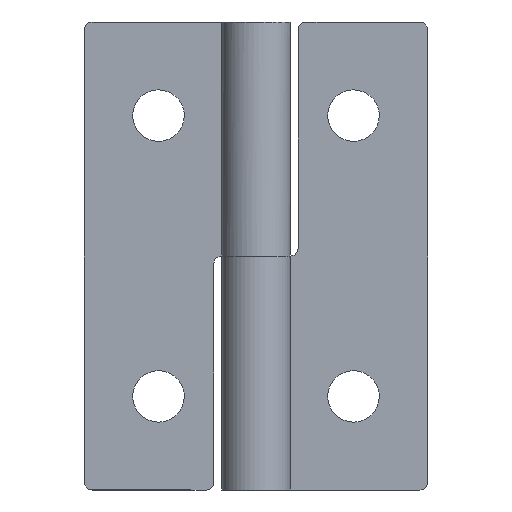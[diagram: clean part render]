
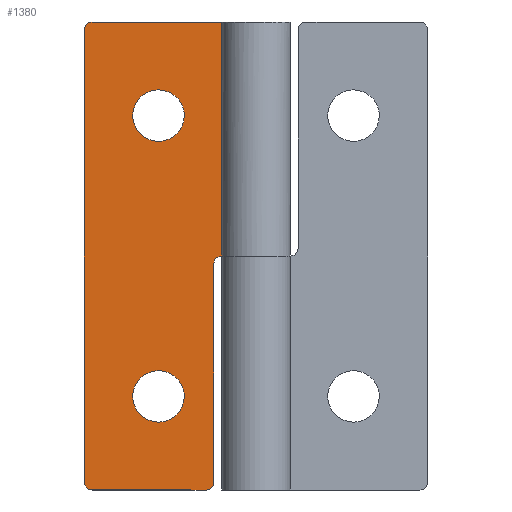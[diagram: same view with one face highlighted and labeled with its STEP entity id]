
A CAD part, front view. The second image highlights one B-rep face of the part: STEP entity #1380.
In plain terms, the highlighted free-form (B-spline) face has degree [1, 1] with [2, 2] control points.
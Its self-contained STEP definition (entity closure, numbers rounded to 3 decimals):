
#459=CARTESIAN_POINT('',(-4.612,1.,24.195));
#460=VERTEX_POINT('',#459);
#461=CARTESIAN_POINT('',(-6.25,1.0,22.35));
#462=VERTEX_POINT('',#461);
#463=CARTESIAN_POINT('',(-4.612,1.,24.195));
#464=CARTESIAN_POINT('',(-4.6,1.0,24.098));
#465=CARTESIAN_POINT('',(-4.6,1.0,24.0));
#466=CARTESIAN_POINT('',(-4.6,1.0,22.35));
#467=CARTESIAN_POINT('',(-6.25,1.0,22.35));
#475=(BOUNDED_CURVE()B_SPLINE_CURVE(2,(#463,#464,#465,#466,#467),.UNSPECIFIED.,.F.,.U.)B_SPLINE_CURVE_WITH_KNOTS((3,2,3),(0.23,0.25,0.5),.UNSPECIFIED.)CURVE()GEOMETRIC_REPRESENTATION_ITEM()RATIONAL_B_SPLINE_CURVE((0.956,0.976,1.0,0.707,1.0))REPRESENTATION_ITEM(''));
#476=EDGE_CURVE('',#460,#462,#475,.T.);
#517=CARTESIAN_POINT('',(-7.897,1.0,23.899));
#518=VERTEX_POINT('',#517);
#524=CARTESIAN_POINT('',(-6.25,1.0,22.35));
#525=CARTESIAN_POINT('',(-7.802,1.0,22.35));
#526=CARTESIAN_POINT('',(-7.897,1.0,23.899));
#534=(BOUNDED_CURVE()B_SPLINE_CURVE(2,(#524,#525,#526),.UNSPECIFIED.,.F.,.U.)B_SPLINE_CURVE_WITH_KNOTS((3,3),(0.5,0.739),.UNSPECIFIED.)CURVE()GEOMETRIC_REPRESENTATION_ITEM()RATIONAL_B_SPLINE_CURVE((1.0,0.72,0.976))REPRESENTATION_ITEM(''));
#535=EDGE_CURVE('',#462,#518,#534,.T.);
#562=CARTESIAN_POINT('',(-6.25,1.0,25.65));
#563=VERTEX_POINT('',#562);
#564=CARTESIAN_POINT('',(-6.25,1.0,25.65));
#565=CARTESIAN_POINT('',(-4.785,1.0,25.65));
#566=CARTESIAN_POINT('',(-4.612,1.,24.195));
#574=(BOUNDED_CURVE()B_SPLINE_CURVE(2,(#564,#565,#566),.UNSPECIFIED.,.F.,.U.)B_SPLINE_CURVE_WITH_KNOTS((3,3),(0.0,0.23),.UNSPECIFIED.)CURVE()GEOMETRIC_REPRESENTATION_ITEM()RATIONAL_B_SPLINE_CURVE((1.0,0.731,0.956))REPRESENTATION_ITEM(''));
#575=EDGE_CURVE('',#563,#460,#574,.T.);
#577=CARTESIAN_POINT('',(-7.897,1.0,23.899));
#578=CARTESIAN_POINT('',(-7.9,1.0,23.95));
#579=CARTESIAN_POINT('',(-7.9,1.0,24.0));
#580=CARTESIAN_POINT('',(-7.9,1.0,25.65));
#581=CARTESIAN_POINT('',(-6.25,1.0,25.65));
#589=(BOUNDED_CURVE()B_SPLINE_CURVE(2,(#577,#578,#579,#580,#581),.UNSPECIFIED.,.F.,.U.)B_SPLINE_CURVE_WITH_KNOTS((3,2,3),(0.739,0.75,1.0),.UNSPECIFIED.)CURVE()GEOMETRIC_REPRESENTATION_ITEM()RATIONAL_B_SPLINE_CURVE((0.976,0.988,1.0,0.707,1.0))REPRESENTATION_ITEM(''));
#590=EDGE_CURVE('',#518,#563,#589,.T.);
#649=CARTESIAN_POINT('',(-4.612,1.,6.195));
#650=VERTEX_POINT('',#649);
#651=CARTESIAN_POINT('',(-6.25,1.0,4.35));
#652=VERTEX_POINT('',#651);
#653=CARTESIAN_POINT('',(-4.612,1.,6.195));
#654=CARTESIAN_POINT('',(-4.6,1.0,6.098));
#655=CARTESIAN_POINT('',(-4.6,1.0,6.0));
#656=CARTESIAN_POINT('',(-4.6,1.0,4.35));
#657=CARTESIAN_POINT('',(-6.25,1.0,4.35));
#665=(BOUNDED_CURVE()B_SPLINE_CURVE(2,(#653,#654,#655,#656,#657),.UNSPECIFIED.,.F.,.U.)B_SPLINE_CURVE_WITH_KNOTS((3,2,3),(0.23,0.25,0.5),.UNSPECIFIED.)CURVE()GEOMETRIC_REPRESENTATION_ITEM()RATIONAL_B_SPLINE_CURVE((0.956,0.976,1.0,0.707,1.0))REPRESENTATION_ITEM(''));
#666=EDGE_CURVE('',#650,#652,#665,.T.);
#707=CARTESIAN_POINT('',(-7.897,1.0,5.899));
#708=VERTEX_POINT('',#707);
#714=CARTESIAN_POINT('',(-6.25,1.0,4.35));
#715=CARTESIAN_POINT('',(-7.802,1.0,4.35));
#716=CARTESIAN_POINT('',(-7.897,1.0,5.899));
#724=(BOUNDED_CURVE()B_SPLINE_CURVE(2,(#714,#715,#716),.UNSPECIFIED.,.F.,.U.)B_SPLINE_CURVE_WITH_KNOTS((3,3),(0.5,0.739),.UNSPECIFIED.)CURVE()GEOMETRIC_REPRESENTATION_ITEM()RATIONAL_B_SPLINE_CURVE((1.0,0.72,0.976))REPRESENTATION_ITEM(''));
#725=EDGE_CURVE('',#652,#708,#724,.T.);
#752=CARTESIAN_POINT('',(-6.25,1.0,7.65));
#753=VERTEX_POINT('',#752);
#754=CARTESIAN_POINT('',(-6.25,1.0,7.65));
#755=CARTESIAN_POINT('',(-4.785,1.0,7.65));
#756=CARTESIAN_POINT('',(-4.612,1.,6.195));
#764=(BOUNDED_CURVE()B_SPLINE_CURVE(2,(#754,#755,#756),.UNSPECIFIED.,.F.,.U.)B_SPLINE_CURVE_WITH_KNOTS((3,3),(0.0,0.23),.UNSPECIFIED.)CURVE()GEOMETRIC_REPRESENTATION_ITEM()RATIONAL_B_SPLINE_CURVE((1.0,0.731,0.956))REPRESENTATION_ITEM(''));
#765=EDGE_CURVE('',#753,#650,#764,.T.);
#767=CARTESIAN_POINT('',(-7.897,1.0,5.899));
#768=CARTESIAN_POINT('',(-7.9,1.0,5.95));
#769=CARTESIAN_POINT('',(-7.9,1.0,6.0));
#770=CARTESIAN_POINT('',(-7.9,1.0,7.65));
#771=CARTESIAN_POINT('',(-6.25,1.0,7.65));
#779=(BOUNDED_CURVE()B_SPLINE_CURVE(2,(#767,#768,#769,#770,#771),.UNSPECIFIED.,.F.,.U.)B_SPLINE_CURVE_WITH_KNOTS((3,2,3),(0.739,0.75,1.0),.UNSPECIFIED.)CURVE()GEOMETRIC_REPRESENTATION_ITEM()RATIONAL_B_SPLINE_CURVE((0.976,0.988,1.0,0.707,1.0))REPRESENTATION_ITEM(''));
#780=EDGE_CURVE('',#708,#753,#779,.T.);
#831=CARTESIAN_POINT('',(-2.2,1.0,15.0));
#832=VERTEX_POINT('',#831);
#833=CARTESIAN_POINT('',(-2.7,1.0,14.5));
#834=VERTEX_POINT('',#833);
#835=CARTESIAN_POINT('',(-2.2,1.0,15.0));
#836=CARTESIAN_POINT('',(-2.407,1.0,15.));
#837=CARTESIAN_POINT('',(-2.554,1.0,14.854));
#838=CARTESIAN_POINT('',(-2.7,1.0,14.707));
#839=CARTESIAN_POINT('',(-2.7,1.0,14.5));
#847=(BOUNDED_CURVE()B_SPLINE_CURVE(2,(#835,#836,#837,#838,#839),.UNSPECIFIED.,.F.,.U.)B_SPLINE_CURVE_WITH_KNOTS((3,2,3),(0.0,0.5,1.0),.UNSPECIFIED.)CURVE()GEOMETRIC_REPRESENTATION_ITEM()RATIONAL_B_SPLINE_CURVE((1.0,0.924,1.0,0.924,1.0))REPRESENTATION_ITEM(''));
#848=EDGE_CURVE('',#832,#834,#847,.T.);
#887=CARTESIAN_POINT('',(-2.7,1.0,0.5));
#888=VERTEX_POINT('',#887);
#889=CARTESIAN_POINT('',(-2.7,1.0,14.5));
#890=CARTESIAN_POINT('',(-2.7,1.0,0.5));
#891=QUASI_UNIFORM_CURVE('',1,(#889,#890),.UNSPECIFIED.,.F.,.U.);
#892=EDGE_CURVE('',#834,#888,#891,.T.);
#945=CARTESIAN_POINT('',(0.0,1.0,15.0));
#946=VERTEX_POINT('',#945);
#966=CARTESIAN_POINT('',(0.0,1.0,15.0));
#967=CARTESIAN_POINT('',(-2.2,1.0,15.0));
#968=QUASI_UNIFORM_CURVE('',1,(#966,#967),.UNSPECIFIED.,.F.,.U.);
#969=EDGE_CURVE('',#946,#832,#968,.T.);
#994=CARTESIAN_POINT('',(-10.5,1.0,30.0));
#995=VERTEX_POINT('',#994);
#996=CARTESIAN_POINT('',(-11.0,1.0,29.5));
#997=VERTEX_POINT('',#996);
#998=CARTESIAN_POINT('',(-10.5,1.0,30.0));
#999=CARTESIAN_POINT('',(-11.,1.0,30.));
#1000=CARTESIAN_POINT('',(-11.0,1.0,29.5));
#1008=(BOUNDED_CURVE()B_SPLINE_CURVE(2,(#998,#999,#1000),.UNSPECIFIED.,.F.,.U.)CURVE()GEOMETRIC_REPRESENTATION_ITEM()QUASI_UNIFORM_CURVE()RATIONAL_B_SPLINE_CURVE((1.0,0.707,1.0))REPRESENTATION_ITEM(''));
#1009=EDGE_CURVE('',#995,#997,#1008,.T.);
#1055=CARTESIAN_POINT('',(-11.0,1.0,0.5));
#1056=VERTEX_POINT('',#1055);
#1057=CARTESIAN_POINT('',(-10.5,1.0,0.));
#1058=VERTEX_POINT('',#1057);
#1059=CARTESIAN_POINT('',(-11.0,1.0,0.5));
#1060=CARTESIAN_POINT('',(-11.,1.0,0.));
#1061=CARTESIAN_POINT('',(-10.5,1.0,0.));
#1069=(BOUNDED_CURVE()B_SPLINE_CURVE(2,(#1059,#1060,#1061),.UNSPECIFIED.,.F.,.U.)CURVE()GEOMETRIC_REPRESENTATION_ITEM()QUASI_UNIFORM_CURVE()RATIONAL_B_SPLINE_CURVE((1.0,0.707,1.0))REPRESENTATION_ITEM(''));
#1070=EDGE_CURVE('',#1056,#1058,#1069,.T.);
#1116=CARTESIAN_POINT('',(-3.2,1.0,0.0));
#1117=VERTEX_POINT('',#1116);
#1118=CARTESIAN_POINT('',(-3.2,1.0,0.0));
#1119=CARTESIAN_POINT('',(-2.7,1.0,0.));
#1120=CARTESIAN_POINT('',(-2.7,1.0,0.5));
#1128=(BOUNDED_CURVE()B_SPLINE_CURVE(2,(#1118,#1119,#1120),.UNSPECIFIED.,.F.,.U.)CURVE()GEOMETRIC_REPRESENTATION_ITEM()QUASI_UNIFORM_CURVE()RATIONAL_B_SPLINE_CURVE((1.0,0.707,1.0))REPRESENTATION_ITEM(''));
#1129=EDGE_CURVE('',#1117,#888,#1128,.T.);
#1185=CARTESIAN_POINT('',(0.0,1.0,30.0));
#1186=VERTEX_POINT('',#1185);
#1206=CARTESIAN_POINT('',(0.0,1.0,15.0));
#1207=CARTESIAN_POINT('',(0.0,1.0,30.0));
#1208=QUASI_UNIFORM_CURVE('',1,(#1206,#1207),.UNSPECIFIED.,.F.,.U.);
#1209=EDGE_CURVE('',#946,#1186,#1208,.T.);
#1294=CARTESIAN_POINT('',(-10.5,1.0,0.));
#1295=CARTESIAN_POINT('',(-3.2,1.0,0.0));
#1296=QUASI_UNIFORM_CURVE('',1,(#1294,#1295),.UNSPECIFIED.,.F.,.U.);
#1297=EDGE_CURVE('',#1058,#1117,#1296,.T.);
#1321=CARTESIAN_POINT('',(-11.0,1.0,0.5));
#1322=CARTESIAN_POINT('',(-11.0,1.0,29.5));
#1323=QUASI_UNIFORM_CURVE('',1,(#1321,#1322),.UNSPECIFIED.,.F.,.U.);
#1324=EDGE_CURVE('',#1056,#997,#1323,.T.);
#1335=CARTESIAN_POINT('',(-10.5,1.0,30.0));
#1336=CARTESIAN_POINT('',(0.0,1.0,30.0));
#1337=QUASI_UNIFORM_CURVE('',1,(#1335,#1336),.UNSPECIFIED.,.F.,.U.);
#1338=EDGE_CURVE('',#995,#1186,#1337,.T.);
#1351=CARTESIAN_POINT('',(-11.549,1.0,31.498));
#1352=CARTESIAN_POINT('',(-11.549,1.0,-1.499));
#1353=CARTESIAN_POINT('',(0.549,1.0,31.498));
#1354=CARTESIAN_POINT('',(0.549,1.0,-1.499));
#1355=B_SPLINE_SURFACE_WITH_KNOTS('',1,1,((#1351,#1353),(#1352,#1354)),.UNSPECIFIED.,.F.,.F.,.U.,(2,2),(2,2),(0.0,32.997),(0.0,12.099),.UNSPECIFIED.);
#1356=ORIENTED_EDGE('',*,*,#969,.F.);
#1357=ORIENTED_EDGE('',*,*,#1209,.T.);
#1358=ORIENTED_EDGE('',*,*,#1338,.F.);
#1359=ORIENTED_EDGE('',*,*,#1009,.T.);
#1360=ORIENTED_EDGE('',*,*,#1324,.F.);
#1361=ORIENTED_EDGE('',*,*,#1070,.T.);
#1362=ORIENTED_EDGE('',*,*,#1297,.T.);
#1363=ORIENTED_EDGE('',*,*,#1129,.T.);
#1364=ORIENTED_EDGE('',*,*,#892,.F.);
#1365=ORIENTED_EDGE('',*,*,#848,.F.);
#1366=EDGE_LOOP('',(#1356,#1357,#1358,#1359,#1360,#1361,#1362,#1363,#1364,#1365));
#1367=FACE_OUTER_BOUND('',#1366,.T.);
#1368=ORIENTED_EDGE('',*,*,#725,.T.);
#1369=ORIENTED_EDGE('',*,*,#780,.T.);
#1370=ORIENTED_EDGE('',*,*,#765,.T.);
#1371=ORIENTED_EDGE('',*,*,#666,.T.);
#1372=EDGE_LOOP('',(#1368,#1369,#1370,#1371));
#1373=FACE_BOUND('',#1372,.T.);
#1374=ORIENTED_EDGE('',*,*,#535,.T.);
#1375=ORIENTED_EDGE('',*,*,#590,.T.);
#1376=ORIENTED_EDGE('',*,*,#575,.T.);
#1377=ORIENTED_EDGE('',*,*,#476,.T.);
#1378=EDGE_LOOP('',(#1374,#1375,#1376,#1377));
#1379=FACE_BOUND('',#1378,.T.);
#1380=ADVANCED_FACE('',(#1367,#1373,#1379),#1355,.T.);
